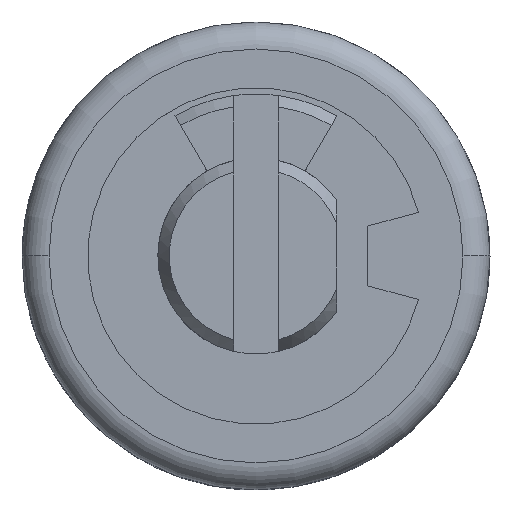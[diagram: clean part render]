
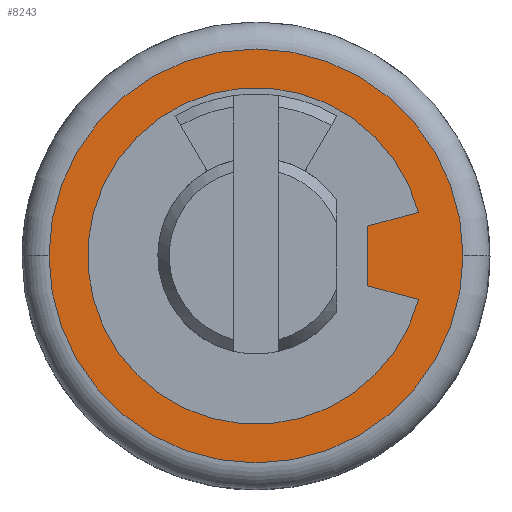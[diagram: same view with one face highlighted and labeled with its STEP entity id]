
A CAD part, top view. The second image highlights one B-rep face of the part: STEP entity #8243.
In plain terms, the highlighted planar face has unit normal (0, 0, 1).
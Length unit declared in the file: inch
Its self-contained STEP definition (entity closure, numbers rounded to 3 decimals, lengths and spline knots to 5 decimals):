
#2181=CARTESIAN_POINT('',(0.,0.,0.206));
#2182=DIRECTION('',(0.,0.,-1.));
#2183=DIRECTION('',(-1.,0.,0.));
#2184=AXIS2_PLACEMENT_3D('',#2181,#2182,#2183);
#2186=CARTESIAN_POINT('',(0.,0.,0.206));
#2187=DIRECTION('',(0.,0.,1.));
#2188=DIRECTION('',(-1.,0.,0.));
#2189=AXIS2_PLACEMENT_3D('',#2186,#2187,#2188);
#2191=DIRECTION('',(0.,-1.,0.));
#2192=VECTOR('',#2191,0.03323);
#2193=CARTESIAN_POINT('',(0.062,0.01661,0.206));
#2194=LINE('',#2193,#2192);
#2195=DIRECTION('',(-0.966,-0.259,0.));
#2196=VECTOR('',#2195,0.02931);
#2197=CARTESIAN_POINT('',(0.09031,0.0242,0.206));
#2198=LINE('',#2197,#2196);
#2199=CARTESIAN_POINT('',(0.,0.,0.206));
#2200=DIRECTION('',(0.,0.,-1.));
#2201=DIRECTION('',(0.966,-0.259,0.));
#2202=AXIS2_PLACEMENT_3D('',#2199,#2200,#2201);
#2204=DIRECTION('',(0.966,-0.259,0.));
#2205=VECTOR('',#2204,0.02931);
#2206=CARTESIAN_POINT('',(0.062,-0.01661,0.206));
#2207=LINE('',#2206,#2205);
#4925=CARTESIAN_POINT('',(-0.115,0.,0.206));
#4927=VERTEX_POINT('',#4925);
#4933=CARTESIAN_POINT('',(0.115,0.,0.206));
#4935=VERTEX_POINT('',#4933);
#5031=CARTESIAN_POINT('',(0.062,0.01661,0.206));
#5032=CARTESIAN_POINT('',(0.062,-0.01661,0.206));
#5033=VERTEX_POINT('',#5031);
#5034=VERTEX_POINT('',#5032);
#5035=CARTESIAN_POINT('',(0.09031,-0.0242,0.206));
#5036=VERTEX_POINT('',#5035);
#5037=CARTESIAN_POINT('',(0.09031,0.0242,0.206));
#5038=VERTEX_POINT('',#5037);
#8224=CARTESIAN_POINT('',(0.,0.,0.206));
#8225=DIRECTION('',(0.,0.,1.));
#8226=DIRECTION('',(1.,0.,0.));
#8227=AXIS2_PLACEMENT_3D('',#8224,#8225,#8226);
#8228=PLANE('',#8227);
#8229=ORIENTED_EDGE('',*,*,#8206,.T.);
#8230=ORIENTED_EDGE('',*,*,#8217,.F.);
#8231=EDGE_LOOP('',(#8229,#8230));
#8232=FACE_OUTER_BOUND('',#8231,.F.);
#8234=ORIENTED_EDGE('',*,*,#8233,.F.);
#8236=ORIENTED_EDGE('',*,*,#8235,.F.);
#8238=ORIENTED_EDGE('',*,*,#8237,.F.);
#8240=ORIENTED_EDGE('',*,*,#8239,.F.);
#8241=EDGE_LOOP('',(#8234,#8236,#8238,#8240));
#8242=FACE_BOUND('',#8241,.F.);
#8243=ADVANCED_FACE('',(#8232,#8242),#8228,.T.);
#2185=CIRCLE('',#2184,0.115);
#2190=CIRCLE('',#2189,0.115);
#2203=CIRCLE('',#2202,0.0935);
#8206=EDGE_CURVE('',#4927,#4935,#2185,.T.);
#8217=EDGE_CURVE('',#4927,#4935,#2190,.T.);
#8233=EDGE_CURVE('',#5033,#5034,#2194,.T.);
#8235=EDGE_CURVE('',#5038,#5033,#2198,.T.);
#8237=EDGE_CURVE('',#5036,#5038,#2203,.T.);
#8239=EDGE_CURVE('',#5034,#5036,#2207,.T.);
